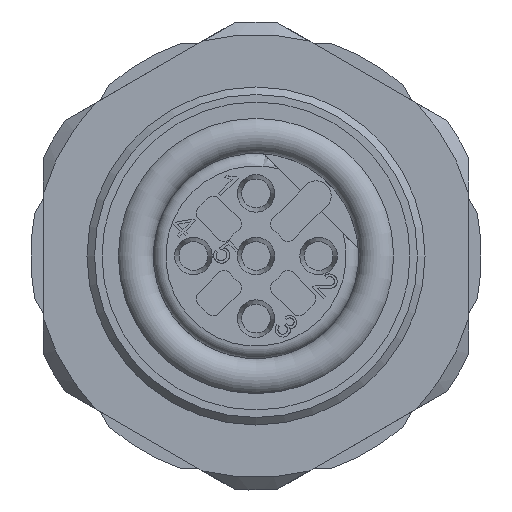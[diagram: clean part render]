
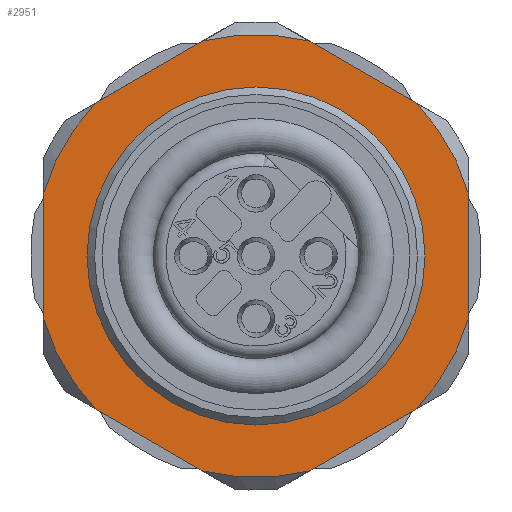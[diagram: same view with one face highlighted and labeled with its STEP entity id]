
A CAD part, front view. The second image highlights one B-rep face of the part: STEP entity #2951.
In plain terms, the highlighted planar face has unit normal (0, -1, 0).
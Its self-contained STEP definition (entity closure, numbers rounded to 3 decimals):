
#487=PLANE('',#3662);
#586=LINE('',#4880,#785);
#587=LINE('',#4885,#786);
#588=LINE('',#4889,#787);
#589=LINE('',#4893,#788);
#590=LINE('',#4897,#789);
#591=LINE('',#4901,#790);
#785=VECTOR('',#3990,1.);
#786=VECTOR('',#3993,1.);
#787=VECTOR('',#3996,1.);
#788=VECTOR('',#3999,1.);
#789=VECTOR('',#4002,1.);
#790=VECTOR('',#4005,1.);
#1016=EDGE_LOOP('',(#1303));
#1017=EDGE_LOOP('',(#1304,#1305,#1306,#1307,#1308,#1309,#1310,#1311,#1312,
#1313,#1314,#1315));
#1303=ORIENTED_EDGE('',*,*,#2285,.T.);
#1304=ORIENTED_EDGE('',*,*,#2286,.F.);
#1305=ORIENTED_EDGE('',*,*,#2287,.F.);
#1306=ORIENTED_EDGE('',*,*,#2288,.F.);
#1307=ORIENTED_EDGE('',*,*,#2289,.F.);
#1308=ORIENTED_EDGE('',*,*,#2290,.F.);
#1309=ORIENTED_EDGE('',*,*,#2291,.F.);
#1310=ORIENTED_EDGE('',*,*,#2292,.F.);
#1311=ORIENTED_EDGE('',*,*,#2293,.F.);
#1312=ORIENTED_EDGE('',*,*,#2294,.F.);
#1313=ORIENTED_EDGE('',*,*,#2295,.F.);
#1314=ORIENTED_EDGE('',*,*,#2296,.F.);
#1315=ORIENTED_EDGE('',*,*,#2297,.F.);
#2285=EDGE_CURVE('',#3306,#3306,#2776,.T.);
#2286=EDGE_CURVE('',#3307,#3308,#586,.T.);
#2287=EDGE_CURVE('',#3309,#3307,#2777,.T.);
#2288=EDGE_CURVE('',#3310,#3309,#587,.T.);
#2289=EDGE_CURVE('',#3311,#3310,#2778,.T.);
#2290=EDGE_CURVE('',#3312,#3311,#588,.T.);
#2291=EDGE_CURVE('',#3313,#3312,#2779,.T.);
#2292=EDGE_CURVE('',#3314,#3313,#589,.T.);
#2293=EDGE_CURVE('',#3315,#3314,#2780,.T.);
#2294=EDGE_CURVE('',#3316,#3315,#590,.T.);
#2295=EDGE_CURVE('',#3317,#3316,#2781,.T.);
#2296=EDGE_CURVE('',#3318,#3317,#591,.T.);
#2297=EDGE_CURVE('',#3308,#3318,#2782,.T.);
#2776=CIRCLE('',#3655,6.75);
#2777=CIRCLE('',#3656,8.85);
#2778=CIRCLE('',#3657,8.85);
#2779=CIRCLE('',#3658,8.85);
#2780=CIRCLE('',#3659,8.85);
#2781=CIRCLE('',#3660,8.85);
#2782=CIRCLE('',#3661,8.85);
#2951=ADVANCED_FACE('',(#3175,#3176),#487,.F.);
#3175=FACE_BOUND('',#1016,.T.);
#3176=FACE_BOUND('',#1017,.T.);
#3306=VERTEX_POINT('',#4879);
#3307=VERTEX_POINT('',#4881);
#3308=VERTEX_POINT('',#4882);
#3309=VERTEX_POINT('',#4884);
#3310=VERTEX_POINT('',#4886);
#3311=VERTEX_POINT('',#4888);
#3312=VERTEX_POINT('',#4890);
#3313=VERTEX_POINT('',#4892);
#3314=VERTEX_POINT('',#4894);
#3315=VERTEX_POINT('',#4896);
#3316=VERTEX_POINT('',#4898);
#3317=VERTEX_POINT('',#4900);
#3318=VERTEX_POINT('',#4902);
#3655=AXIS2_PLACEMENT_3D('',#4878,#3988,#3989);
#3656=AXIS2_PLACEMENT_3D('',#4883,#3991,#3992);
#3657=AXIS2_PLACEMENT_3D('',#4887,#3994,#3995);
#3658=AXIS2_PLACEMENT_3D('',#4891,#3997,#3998);
#3659=AXIS2_PLACEMENT_3D('',#4895,#4000,#4001);
#3660=AXIS2_PLACEMENT_3D('',#4899,#4003,#4004);
#3661=AXIS2_PLACEMENT_3D('',#4903,#4006,#4007);
#3662=AXIS2_PLACEMENT_3D('',#4904,#4008,#4009);
#3988=DIRECTION('',(0.,1.,0.));
#3989=DIRECTION('',(0.5,0.,-0.866));
#3990=DIRECTION('',(0.866,0.,-0.5));
#3991=DIRECTION('',(0.,1.,0.));
#3992=DIRECTION('',(0.5,0.,-0.866));
#3993=DIRECTION('',(0.866,0.,0.5));
#3994=DIRECTION('',(0.,1.,0.));
#3995=DIRECTION('',(0.5,0.,-0.866));
#3996=DIRECTION('',(0.,0.,1.));
#3997=DIRECTION('',(0.,1.,0.));
#3998=DIRECTION('',(0.5,0.,-0.866));
#3999=DIRECTION('',(-0.866,0.,0.5));
#4000=DIRECTION('',(0.,1.,0.));
#4001=DIRECTION('',(0.5,0.,-0.866));
#4002=DIRECTION('',(-0.866,0.,-0.5));
#4003=DIRECTION('',(0.,1.,0.));
#4004=DIRECTION('',(0.5,0.,-0.866));
#4005=DIRECTION('',(0.,0.,-1.));
#4006=DIRECTION('',(0.,1.,0.));
#4007=DIRECTION('',(0.5,0.,-0.866));
#4008=DIRECTION('',(0.,1.,0.));
#4009=DIRECTION('',(0.5,0.,-0.866));
#4878=CARTESIAN_POINT('',(0.,6.5,0.));
#4879=CARTESIAN_POINT('',(3.375,6.5,-5.846));
#4880=CARTESIAN_POINT('',(1.327,6.5,9.049));
#4881=CARTESIAN_POINT('',(2.116,6.5,8.593));
#4882=CARTESIAN_POINT('',(6.384,6.5,6.129));
#4883=CARTESIAN_POINT('',(0.,6.5,0.));
#4884=CARTESIAN_POINT('',(-2.116,6.5,8.593));
#4885=CARTESIAN_POINT('',(-10.096,6.5,3.986));
#4886=CARTESIAN_POINT('',(-6.384,6.5,6.129));
#4887=CARTESIAN_POINT('',(0.,6.5,0.));
#4888=CARTESIAN_POINT('',(-8.5,6.5,2.464));
#4889=CARTESIAN_POINT('',(-8.5,6.5,-3.375));
#4890=CARTESIAN_POINT('',(-8.5,6.5,-2.464));
#4891=CARTESIAN_POINT('',(0.,6.5,0.));
#4892=CARTESIAN_POINT('',(-6.384,6.5,-6.129));
#4893=CARTESIAN_POINT('',(-7.173,6.5,-5.674));
#4894=CARTESIAN_POINT('',(-2.116,6.5,-8.593));
#4895=CARTESIAN_POINT('',(0.,6.5,0.));
#4896=CARTESIAN_POINT('',(2.116,6.5,-8.593));
#4897=CARTESIAN_POINT('',(-1.596,6.5,-10.736));
#4898=CARTESIAN_POINT('',(6.384,6.5,-6.129));
#4899=CARTESIAN_POINT('',(0.,6.5,0.));
#4900=CARTESIAN_POINT('',(8.5,6.5,-2.464));
#4901=CARTESIAN_POINT('',(8.5,6.5,-3.375));
#4902=CARTESIAN_POINT('',(8.5,6.5,2.464));
#4903=CARTESIAN_POINT('',(0.,6.5,0.));
#4904=CARTESIAN_POINT('',(-5.846,6.5,-3.375));
